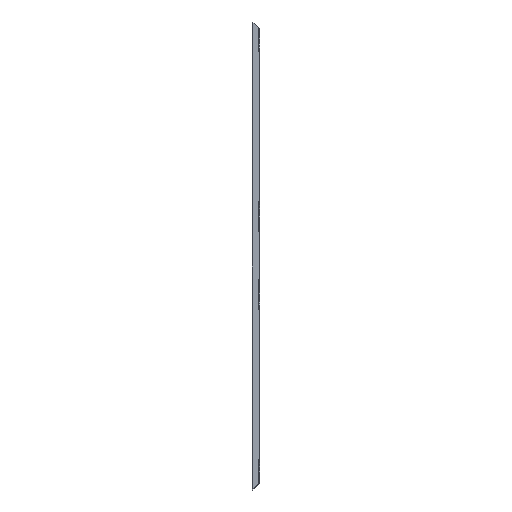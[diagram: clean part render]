
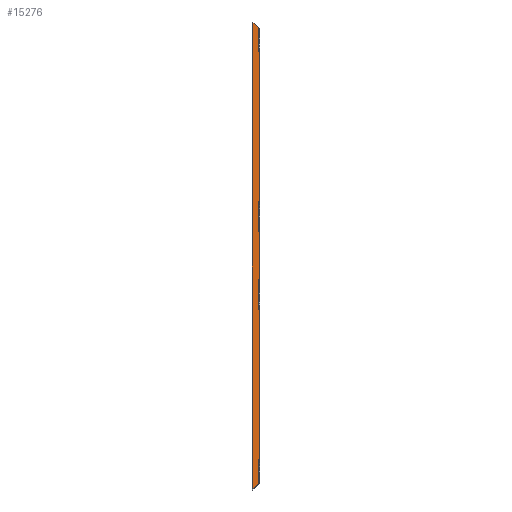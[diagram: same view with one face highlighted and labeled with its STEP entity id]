
A CAD part, top view. The second image highlights one B-rep face of the part: STEP entity #15276.
In plain terms, the highlighted planar face has unit normal (0, 0, 1).
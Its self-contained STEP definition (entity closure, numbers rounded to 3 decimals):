
#248=PLANE('',#16409);
#615=FACE_OUTER_BOUND('',#1517,.T.);
#1517=EDGE_LOOP('',(#10714,#10715,#10716,#10717,#10718,#10719,#10720,#10721,
#10722,#10723,#10724,#10725,#10726,#10727,#10728,#10729,#10730,#10731,#10732,
#10733,#10734,#10735));
#2403=LINE('',#22786,#3826);
#2417=LINE('',#22829,#3840);
#2429=LINE('',#22869,#3852);
#2638=LINE('',#23832,#4061);
#2643=LINE('',#23842,#4066);
#2644=LINE('',#23844,#4067);
#2645=LINE('',#23845,#4068);
#2646=LINE('',#23847,#4069);
#2647=LINE('',#23849,#4070);
#2648=LINE('',#23851,#4071);
#2649=LINE('',#23853,#4072);
#2650=LINE('',#23854,#4073);
#2651=LINE('',#23856,#4074);
#2652=LINE('',#23858,#4075);
#2653=LINE('',#23860,#4076);
#2654=LINE('',#23862,#4077);
#2655=LINE('',#23863,#4078);
#2656=LINE('',#23865,#4079);
#2657=LINE('',#23867,#4080);
#2658=LINE('',#23869,#4081);
#2659=LINE('',#23871,#4082);
#2660=LINE('',#23872,#4083);
#3826=VECTOR('',#17889,10.);
#3840=VECTOR('',#17921,10.);
#3852=VECTOR('',#17949,10.);
#4061=VECTOR('',#18754,10.);
#4066=VECTOR('',#18763,10.);
#4067=VECTOR('',#18764,10.);
#4068=VECTOR('',#18765,10.);
#4069=VECTOR('',#18766,10.);
#4070=VECTOR('',#18767,10.);
#4071=VECTOR('',#18768,10.);
#4072=VECTOR('',#18769,10.);
#4073=VECTOR('',#18770,10.);
#4074=VECTOR('',#18771,10.);
#4075=VECTOR('',#18772,10.);
#4076=VECTOR('',#18773,10.);
#4077=VECTOR('',#18774,10.);
#4078=VECTOR('',#18775,10.);
#4079=VECTOR('',#18776,10.);
#4080=VECTOR('',#18777,10.);
#4081=VECTOR('',#18778,10.);
#4082=VECTOR('',#18779,10.);
#4083=VECTOR('',#18780,10.);
#6189=VERTEX_POINT('',#22783);
#6190=VERTEX_POINT('',#22785);
#6209=VERTEX_POINT('',#22826);
#6210=VERTEX_POINT('',#22828);
#6229=VERTEX_POINT('',#22866);
#6230=VERTEX_POINT('',#22868);
#6684=VERTEX_POINT('',#23828);
#6686=VERTEX_POINT('',#23831);
#6689=VERTEX_POINT('',#23841);
#6690=VERTEX_POINT('',#23843);
#6691=VERTEX_POINT('',#23846);
#6692=VERTEX_POINT('',#23848);
#6693=VERTEX_POINT('',#23850);
#6694=VERTEX_POINT('',#23852);
#6695=VERTEX_POINT('',#23855);
#6696=VERTEX_POINT('',#23857);
#6697=VERTEX_POINT('',#23859);
#6698=VERTEX_POINT('',#23861);
#6699=VERTEX_POINT('',#23864);
#6700=VERTEX_POINT('',#23866);
#6701=VERTEX_POINT('',#23868);
#6702=VERTEX_POINT('',#23870);
#7760=EDGE_CURVE('',#6189,#6190,#2403,.F.);
#7781=EDGE_CURVE('',#6209,#6210,#2417,.F.);
#7801=EDGE_CURVE('',#6229,#6230,#2429,.F.);
#8282=EDGE_CURVE('',#6686,#6684,#2638,.T.);
#8287=EDGE_CURVE('',#6684,#6689,#2643,.T.);
#8288=EDGE_CURVE('',#6689,#6690,#2644,.T.);
#8289=EDGE_CURVE('',#6690,#6230,#2645,.T.);
#8290=EDGE_CURVE('',#6229,#6691,#2646,.T.);
#8291=EDGE_CURVE('',#6691,#6692,#2647,.T.);
#8292=EDGE_CURVE('',#6692,#6693,#2648,.T.);
#8293=EDGE_CURVE('',#6693,#6694,#2649,.T.);
#8294=EDGE_CURVE('',#6694,#6190,#2650,.T.);
#8295=EDGE_CURVE('',#6189,#6695,#2651,.T.);
#8296=EDGE_CURVE('',#6695,#6696,#2652,.T.);
#8297=EDGE_CURVE('',#6696,#6697,#2653,.T.);
#8298=EDGE_CURVE('',#6697,#6698,#2654,.T.);
#8299=EDGE_CURVE('',#6698,#6210,#2655,.T.);
#8300=EDGE_CURVE('',#6209,#6699,#2656,.T.);
#8301=EDGE_CURVE('',#6699,#6700,#2657,.T.);
#8302=EDGE_CURVE('',#6700,#6701,#2658,.T.);
#8303=EDGE_CURVE('',#6701,#6702,#2659,.T.);
#8304=EDGE_CURVE('',#6702,#6686,#2660,.T.);
#10714=ORIENTED_EDGE('',*,*,#8282,.T.);
#10715=ORIENTED_EDGE('',*,*,#8287,.T.);
#10716=ORIENTED_EDGE('',*,*,#8288,.T.);
#10717=ORIENTED_EDGE('',*,*,#8289,.T.);
#10718=ORIENTED_EDGE('',*,*,#7801,.F.);
#10719=ORIENTED_EDGE('',*,*,#8290,.T.);
#10720=ORIENTED_EDGE('',*,*,#8291,.T.);
#10721=ORIENTED_EDGE('',*,*,#8292,.T.);
#10722=ORIENTED_EDGE('',*,*,#8293,.T.);
#10723=ORIENTED_EDGE('',*,*,#8294,.T.);
#10724=ORIENTED_EDGE('',*,*,#7760,.F.);
#10725=ORIENTED_EDGE('',*,*,#8295,.T.);
#10726=ORIENTED_EDGE('',*,*,#8296,.T.);
#10727=ORIENTED_EDGE('',*,*,#8297,.T.);
#10728=ORIENTED_EDGE('',*,*,#8298,.T.);
#10729=ORIENTED_EDGE('',*,*,#8299,.T.);
#10730=ORIENTED_EDGE('',*,*,#7781,.F.);
#10731=ORIENTED_EDGE('',*,*,#8300,.T.);
#10732=ORIENTED_EDGE('',*,*,#8301,.T.);
#10733=ORIENTED_EDGE('',*,*,#8302,.T.);
#10734=ORIENTED_EDGE('',*,*,#8303,.T.);
#10735=ORIENTED_EDGE('',*,*,#8304,.T.);
#15276=ADVANCED_FACE('',(#615),#248,.T.);
#16409=AXIS2_PLACEMENT_3D('',#23840,#18761,#18762);
#17889=DIRECTION('',(0.,1.,0.));
#17921=DIRECTION('',(0.,1.,0.));
#17949=DIRECTION('',(0.,1.,0.));
#18754=DIRECTION('',(0.707,-0.707,0.));
#18761=DIRECTION('center_axis',(0.,0.,
1.));
#18762=DIRECTION('ref_axis',(0.,-1.,0.));
#18763=DIRECTION('',(0.707,0.707,0.));
#18764=DIRECTION('',(0.,1.,0.));
#18765=DIRECTION('',(1.,0.,0.));
#18766=DIRECTION('',(-1.,0.,0.));
#18767=DIRECTION('',(0.,1.,0.));
#18768=DIRECTION('',(-1.,0.,0.));
#18769=DIRECTION('',(0.,1.,0.));
#18770=DIRECTION('',(1.,0.,0.));
#18771=DIRECTION('',(-1.,0.,0.));
#18772=DIRECTION('',(0.,1.,0.));
#18773=DIRECTION('',(-1.,0.,0.));
#18774=DIRECTION('',(0.,1.,0.));
#18775=DIRECTION('',(1.,0.,0.));
#18776=DIRECTION('',(-1.,0.,0.));
#18777=DIRECTION('',(0.,1.,0.));
#18778=DIRECTION('',(-0.707,0.707,0.));
#18779=DIRECTION('',(-0.707,-0.707,0.));
#18780=DIRECTION('',(0.,-1.,0.));
#22783=CARTESIAN_POINT('',(-5.538,177.279,466.));
#22785=CARTESIAN_POINT('',(-5.538,137.279,466.));
#22786=CARTESIAN_POINT('',(-5.538,254.179,466.));
#22826=CARTESIAN_POINT('',(-5.538,326.529,466.));
#22828=CARTESIAN_POINT('',(-5.538,201.829,466.));
#22829=CARTESIAN_POINT('',(-5.538,254.179,466.));
#22866=CARTESIAN_POINT('',(-5.538,112.729,466.));
#22868=CARTESIAN_POINT('',(-5.538,-11.971,466.));
#22869=CARTESIAN_POINT('',(-5.538,254.179,466.));
#23828=CARTESIAN_POINT('',(-11.038,-36.021,466.));
#23831=CARTESIAN_POINT('',(-11.538,-35.521,466.));
#23832=CARTESIAN_POINT('',(-108.188,61.129,466.));
#23840=CARTESIAN_POINT('Origin',(-11.538,351.079,466.));
#23841=CARTESIAN_POINT('',(-6.737,-31.72,466.));
#23842=CARTESIAN_POINT('',(85.362,60.379,466.));
#23843=CARTESIAN_POINT('',(-6.737,-11.971,466.));
#23844=CARTESIAN_POINT('',(-6.737,164.679,466.));
#23845=CARTESIAN_POINT('',(-7.637,-11.971,466.));
#23846=CARTESIAN_POINT('',(-6.737,112.729,466.));
#23847=CARTESIAN_POINT('',(-9.138,112.729,466.));
#23848=CARTESIAN_POINT('',(-6.737,132.479,466.));
#23849=CARTESIAN_POINT('',(-6.737,241.779,466.));
#23850=CARTESIAN_POINT('',(-6.741,132.479,466.));
#23851=CARTESIAN_POINT('',(-9.139,132.479,466.));
#23852=CARTESIAN_POINT('',(-6.741,137.279,466.));
#23853=CARTESIAN_POINT('',(-6.741,244.179,466.));
#23854=CARTESIAN_POINT('',(-8.538,137.279,466.));
#23855=CARTESIAN_POINT('',(-6.741,177.279,466.));
#23856=CARTESIAN_POINT('',(-9.139,177.279,466.));
#23857=CARTESIAN_POINT('',(-6.741,182.079,466.));
#23858=CARTESIAN_POINT('',(-6.741,266.579,466.));
#23859=CARTESIAN_POINT('',(-6.741,182.079,466.));
#23860=CARTESIAN_POINT('',(-9.139,182.079,466.));
#23861=CARTESIAN_POINT('',(-6.741,201.829,466.));
#23862=CARTESIAN_POINT('',(-6.741,276.329,466.));
#23863=CARTESIAN_POINT('',(-8.538,201.829,466.));
#23864=CARTESIAN_POINT('',(-6.738,326.529,466.));
#23865=CARTESIAN_POINT('',(-9.138,326.529,466.));
#23866=CARTESIAN_POINT('',(-6.738,346.279,466.));
#23867=CARTESIAN_POINT('',(-6.738,348.679,466.));
#23868=CARTESIAN_POINT('',(-11.038,350.579,466.));
#23869=CARTESIAN_POINT('',(-7.313,346.855,466.));
#23870=CARTESIAN_POINT('',(-11.538,350.079,466.));
#23871=CARTESIAN_POINT('',(-10.788,350.829,466.));
#23872=CARTESIAN_POINT('',(-11.538,254.179,466.));
